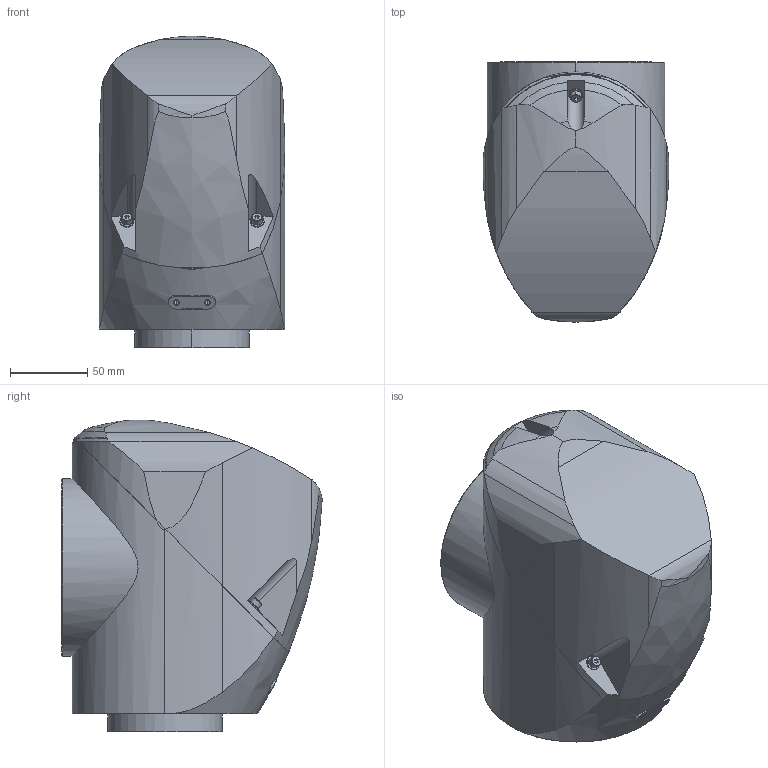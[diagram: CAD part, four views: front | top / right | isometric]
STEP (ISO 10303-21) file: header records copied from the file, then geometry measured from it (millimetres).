
FILE_DESCRIPTION((''),'2;1');
FILE_NAME('VT6_A901S_J3','2019-08-22T21:17:53',('arco0'),(''),'CREO PARAMETRIC BY PTC INC, 2018420','CREO PARAMETRIC BY PTC INC, 2018420','');
FILE_SCHEMA(('AUTOMOTIVE_DESIGN { 1 0 10303 214 1 1 1 1 }'));
Length unit declared in the file: millimetre
Products named in the file (1): VT6_A901S_J3
Bounding box: 120 x 167.9 x 201 mm (x, y, z)
Volume: 2714734.6 mm3; surface area: 148520.1 mm2
Topology: 1 solids, 1 shells, 153 faces, 398 edges, 256 vertices
Faces by surface type: cylinder 58, plane 57, cone 18, torus 14, bspline 6
Entity records: 7668 total; most frequent: CARTESIAN_POINT 2348, ORIENTED_EDGE 788, DIRECTION 648, PRESENTATION_STYLE_ASSIGNMENT 440, STYLED_ITEM 395, CURVE_STYLE 394, EDGE_CURVE 394, VERTEX_POINT 256
